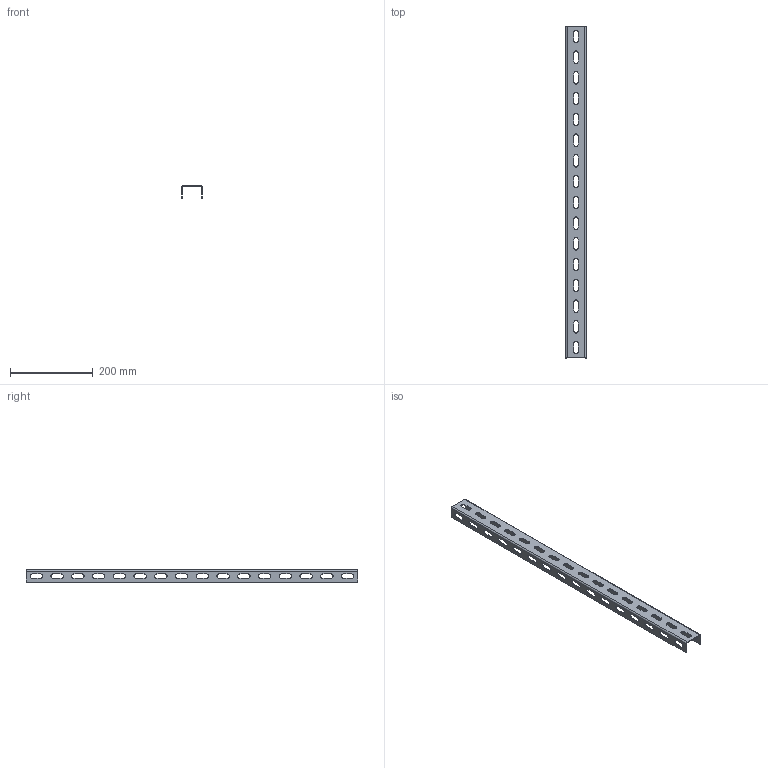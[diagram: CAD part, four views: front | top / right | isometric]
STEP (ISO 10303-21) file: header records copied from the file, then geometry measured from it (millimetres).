
FILE_DESCRIPTION((''),'2;1');
FILE_NAME('6342314','2013-07-11T',('AndreasKeweloh'),(''),'PRO/ENGINEER BY PARAMETRIC TECHNOLOGY CORPORATION, 2012360','PRO/ENGINEER BY PARAMETRIC TECHNOLOGY CORPORATION, 2012360','');
FILE_SCHEMA(('CONFIG_CONTROL_DESIGN'));
Length unit declared in the file: millimetre
Products named in the file (1): 6342314
Bounding box: 50 x 800 x 30 mm (x, y, z)
Volume: 136979.2 mm3; surface area: 147560.1 mm2
Topology: 1 solids, 1 shells, 206 faces, 612 edges, 408 vertices
Faces by surface type: plane 106, cylinder 100
Entity records: 7186 total; most frequent: CARTESIAN_POINT 1226, DIRECTION 1224, ORIENTED_EDGE 1224, EDGE_CURVE 612, VECTOR 412, LINE 412, VERTEX_POINT 408, AXIS2_PLACEMENT_3D 406
